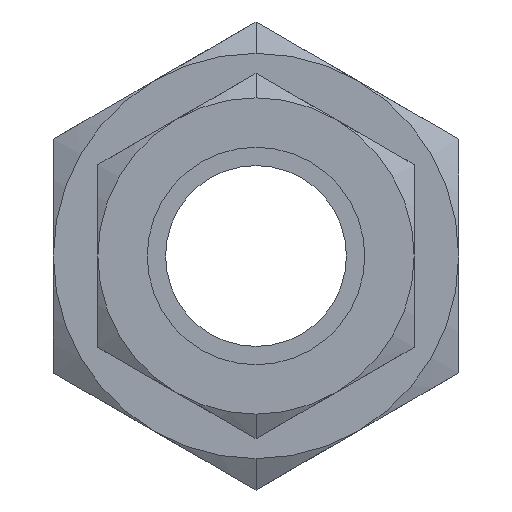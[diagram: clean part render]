
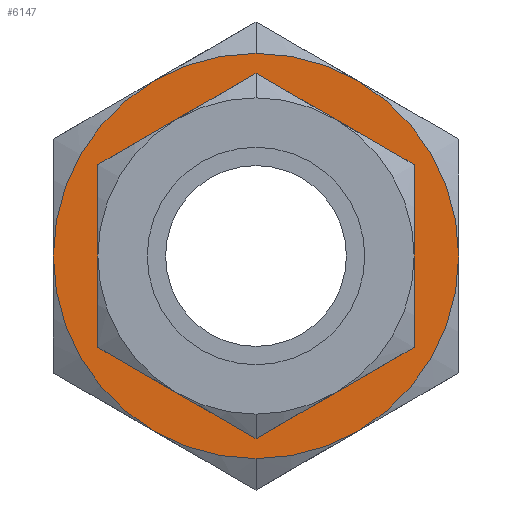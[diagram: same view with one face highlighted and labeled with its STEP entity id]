
A CAD part, left-side view. The second image highlights one B-rep face of the part: STEP entity #6147.
In plain terms, the highlighted planar face has unit normal (-1, 0, 0).
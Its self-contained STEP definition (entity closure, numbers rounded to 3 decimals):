
#33 = CIRCLE ( 'NONE', #7784, 20.5 ) ;
#98 = ORIENTED_EDGE ( 'NONE', *, *, #7304, .T. ) ;
#100 = ORIENTED_EDGE ( 'NONE', *, *, #5314, .T. ) ;
#191 = DIRECTION ( 'NONE',  ( -1., 0., 0. ) ) ;
#266 = CARTESIAN_POINT ( 'NONE',  ( 22., 0., 12.127 ) ) ;
#329 = DIRECTION ( 'NONE',  ( -1., 0., 0. ) ) ;
#517 = EDGE_CURVE ( 'NONE', #5755, #3869, #7817, .T. ) ;
#712 = CARTESIAN_POINT ( 'NONE',  ( 22., 0., 0. ) ) ;
#878 = AXIS2_PLACEMENT_3D ( 'NONE', #1130, #329, #8940 ) ;
#918 = ORIENTED_EDGE ( 'NONE', *, *, #1372, .T. ) ;
#974 = VERTEX_POINT ( 'NONE', #3115 ) ;
#1130 = CARTESIAN_POINT ( 'NONE',  ( 22., 0., 0. ) ) ;
#1323 = CIRCLE ( 'NONE', #878, 20.5 ) ;
#1372 = EDGE_CURVE ( 'NONE', #6253, #2888, #3912, .T. ) ;
#1375 = DIRECTION ( 'NONE',  ( 0., -0.5, 0.866 ) ) ;
#1381 = CARTESIAN_POINT ( 'NONE',  ( 22., 0., 20.5 ) ) ;
#1433 = CARTESIAN_POINT ( 'NONE',  ( 22., 10.25, 17.754 ) ) ;
#1824 = EDGE_CURVE ( 'NONE', #4964, #5685, #1323, .T. ) ;
#1849 = VERTEX_POINT ( 'NONE', #4026 ) ;
#1997 = CIRCLE ( 'NONE', #3220, 12.127 ) ;
#2158 = EDGE_LOOP ( 'NONE', ( #9196, #2699 ) ) ;
#2199 = DIRECTION ( 'NONE',  ( 0., -1., 0. ) ) ;
#2380 = CIRCLE ( 'NONE', #8304, 20.5 ) ;
#2381 = AXIS2_PLACEMENT_3D ( 'NONE', #7005, #6869, #2723 ) ;
#2677 = FACE_OUTER_BOUND ( 'NONE', #3416, .T. ) ;
#2699 = ORIENTED_EDGE ( 'NONE', *, *, #517, .T. ) ;
#2723 = DIRECTION ( 'NONE',  ( 0., 1., 0. ) ) ;
#2758 = CIRCLE ( 'NONE', #7481, 20.5 ) ;
#2801 = CIRCLE ( 'NONE', #4322, 20.5 ) ;
#2827 = DIRECTION ( 'NONE',  ( 1., 0., 0. ) ) ;
#2863 = CARTESIAN_POINT ( 'NONE',  ( 22., 20.5, 0. ) ) ;
#2879 = DIRECTION ( 'NONE',  ( 0., -0.5, -0.866 ) ) ;
#2888 = VERTEX_POINT ( 'NONE', #2863 ) ;
#2973 = EDGE_CURVE ( 'NONE', #4670, #6253, #7569, .T. ) ;
#3002 = ORIENTED_EDGE ( 'NONE', *, *, #7971, .T. ) ;
#3115 = CARTESIAN_POINT ( 'NONE',  ( 22., -10.25, 17.754 ) ) ;
#3220 = AXIS2_PLACEMENT_3D ( 'NONE', #6014, #8924, #4337 ) ;
#3362 = CARTESIAN_POINT ( 'NONE',  ( 22., 0., -12.127 ) ) ;
#3416 = EDGE_LOOP ( 'NONE', ( #5569, #4571, #918, #5141, #3941, #100, #3002, #98 ) ) ;
#3486 = DIRECTION ( 'NONE',  ( -1., 0., 0. ) ) ;
#3555 = DIRECTION ( 'NONE',  ( -1., 0., 0. ) ) ;
#3689 = DIRECTION ( 'NONE',  ( -1., 0., 0. ) ) ;
#3723 = DIRECTION ( 'NONE',  ( -1., 0., 0. ) ) ;
#3864 = CARTESIAN_POINT ( 'NONE',  ( 22., 0., 0. ) ) ;
#3869 = VERTEX_POINT ( 'NONE', #266 ) ;
#3912 = CIRCLE ( 'NONE', #7242, 20.5 ) ;
#3941 = ORIENTED_EDGE ( 'NONE', *, *, #1824, .T. ) ;
#3976 = DIRECTION ( 'NONE',  ( 0., 1., 0. ) ) ;
#4026 = CARTESIAN_POINT ( 'NONE',  ( 22., -20.5, 0. ) ) ;
#4224 = AXIS2_PLACEMENT_3D ( 'NONE', #8967, #7485, #4580 ) ;
#4322 = AXIS2_PLACEMENT_3D ( 'NONE', #6350, #3486, #2199 ) ;
#4337 = DIRECTION ( 'NONE',  ( 0., 0., 1. ) ) ;
#4411 = CARTESIAN_POINT ( 'NONE',  ( 22., 10.25, -17.754 ) ) ;
#4534 = EDGE_CURVE ( 'NONE', #3869, #5755, #1997, .T. ) ;
#4571 = ORIENTED_EDGE ( 'NONE', *, *, #2973, .T. ) ;
#4580 = DIRECTION ( 'NONE',  ( 0., 0., 1. ) ) ;
#4670 = VERTEX_POINT ( 'NONE', #1381 ) ;
#4696 = CARTESIAN_POINT ( 'NONE',  ( 22., 0., -20.5 ) ) ;
#4964 = VERTEX_POINT ( 'NONE', #4411 ) ;
#5082 = EDGE_CURVE ( 'NONE', #2888, #4964, #2758, .T. ) ;
#5141 = ORIENTED_EDGE ( 'NONE', *, *, #5082, .T. ) ;
#5314 = EDGE_CURVE ( 'NONE', #5685, #6234, #33, .T. ) ;
#5440 = FACE_BOUND ( 'NONE', #2158, .T. ) ;
#5569 = ORIENTED_EDGE ( 'NONE', *, *, #8920, .T. ) ;
#5685 = VERTEX_POINT ( 'NONE', #4696 ) ;
#5755 = VERTEX_POINT ( 'NONE', #3362 ) ;
#5817 = CARTESIAN_POINT ( 'NONE',  ( 22., 0., 0. ) ) ;
#5910 = AXIS2_PLACEMENT_3D ( 'NONE', #7920, #2827, #7783 ) ;
#6014 = CARTESIAN_POINT ( 'NONE',  ( 22., 0., 0. ) ) ;
#6053 = DIRECTION ( 'NONE',  ( -1., 0., 0. ) ) ;
#6147 = ADVANCED_FACE ( 'NONE', ( #5440, #2677 ), #9118, .F. ) ;
#6209 = CARTESIAN_POINT ( 'NONE',  ( 22., 0., 0. ) ) ;
#6234 = VERTEX_POINT ( 'NONE', #8578 ) ;
#6253 = VERTEX_POINT ( 'NONE', #1433 ) ;
#6350 = CARTESIAN_POINT ( 'NONE',  ( 22., 0., 0. ) ) ;
#6618 = CIRCLE ( 'NONE', #7209, 20.5 ) ;
#6764 = DIRECTION ( 'NONE',  ( 0., 0.5, 0.866 ) ) ;
#6869 = DIRECTION ( 'NONE',  ( 1., 0., 0. ) ) ;
#7005 = CARTESIAN_POINT ( 'NONE',  ( 22., 0., 0. ) ) ;
#7209 = AXIS2_PLACEMENT_3D ( 'NONE', #8069, #3689, #2879 ) ;
#7242 = AXIS2_PLACEMENT_3D ( 'NONE', #3864, #6053, #6764 ) ;
#7304 = EDGE_CURVE ( 'NONE', #1849, #974, #2801, .T. ) ;
#7481 = AXIS2_PLACEMENT_3D ( 'NONE', #6209, #191, #3976 ) ;
#7485 = DIRECTION ( 'NONE',  ( -1., 0., 0. ) ) ;
#7569 = CIRCLE ( 'NONE', #4224, 20.5 ) ;
#7783 = DIRECTION ( 'NONE',  ( 0., 0., -1. ) ) ;
#7784 = AXIS2_PLACEMENT_3D ( 'NONE', #5817, #3723, #8056 ) ;
#7817 = CIRCLE ( 'NONE', #5910, 12.127 ) ;
#7920 = CARTESIAN_POINT ( 'NONE',  ( 22., 0., 0. ) ) ;
#7971 = EDGE_CURVE ( 'NONE', #6234, #1849, #6618, .T. ) ;
#8056 = DIRECTION ( 'NONE',  ( 0., 0., -1. ) ) ;
#8069 = CARTESIAN_POINT ( 'NONE',  ( 22., 0., 0. ) ) ;
#8304 = AXIS2_PLACEMENT_3D ( 'NONE', #712, #3555, #1375 ) ;
#8578 = CARTESIAN_POINT ( 'NONE',  ( 22., -10.25, -17.754 ) ) ;
#8920 = EDGE_CURVE ( 'NONE', #974, #4670, #2380, .T. ) ;
#8924 = DIRECTION ( 'NONE',  ( 1., 0., 0. ) ) ;
#8940 = DIRECTION ( 'NONE',  ( 0., 0.5, -0.866 ) ) ;
#8967 = CARTESIAN_POINT ( 'NONE',  ( 22., 0., 0. ) ) ;
#9118 = PLANE ( 'NONE',  #2381 ) ;
#9196 = ORIENTED_EDGE ( 'NONE', *, *, #4534, .T. ) ;
